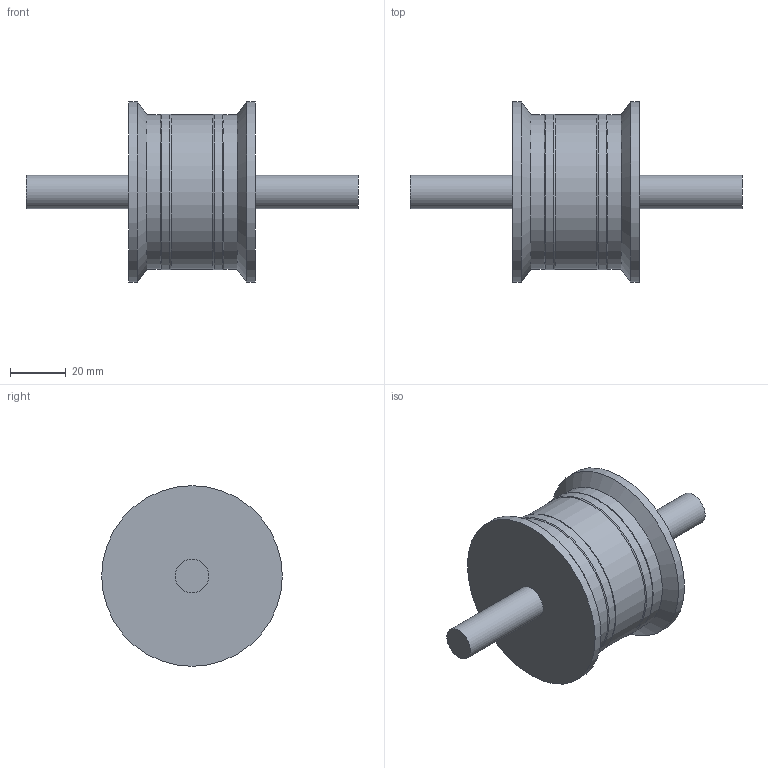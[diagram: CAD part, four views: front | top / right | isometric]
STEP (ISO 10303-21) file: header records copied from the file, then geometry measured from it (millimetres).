
FILE_DESCRIPTION(/* description */ (''),/* implementation_level */ '2;1');
FILE_NAME(/* name */ 'DR_PR8-M12-D65-H48.stp',/* time_stamp */ '2023-03-20T11:48:42+09:00',/* author */ ('user'),/* organization */ (''),/* preprocessor_version */ 'ST-DEVELOPER v15.6',/* originating_system */ 'Autodesk Inventor 2015',/* authorisation */ '');
FILE_SCHEMA (('AUTOMOTIVE_DESIGN { 1 0 10303 214 3 1 1 }'));
Length unit declared in the file: millimetre
Products named in the file (1): DR_PR8-M12-D65-H48
Bounding box: 119.5 x 65 x 65 mm (x, y, z)
Volume: 127230.6 mm3; surface area: 18627 mm2
Topology: 1 solids, 1 shells, 19 faces, 37 edges, 22 vertices
Faces by surface type: cylinder 9, torus 4, plane 4, cone 2
Full cylindrical faces by diameter (mm): 12 x2, 55.5 x3, 56 x2, 65 x2
Entity records: 398 total; most frequent: DIRECTION 76, CARTESIAN_POINT 56, AXIS2_PLACEMENT_3D 38, EDGE_LOOP 36, ORIENTED_EDGE 36, FACE_OUTER_BOUND 19, ADVANCED_FACE 19, CIRCLE 18
